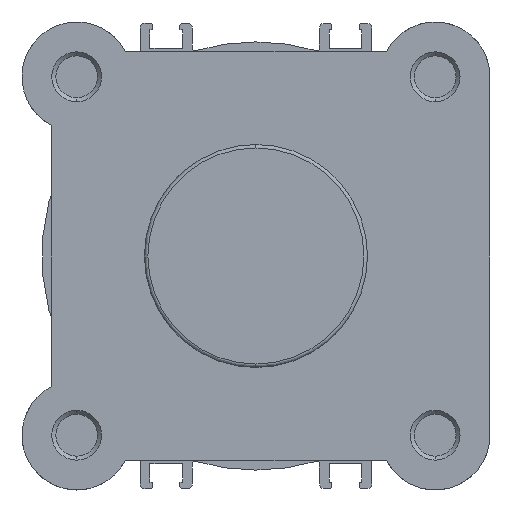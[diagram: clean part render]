
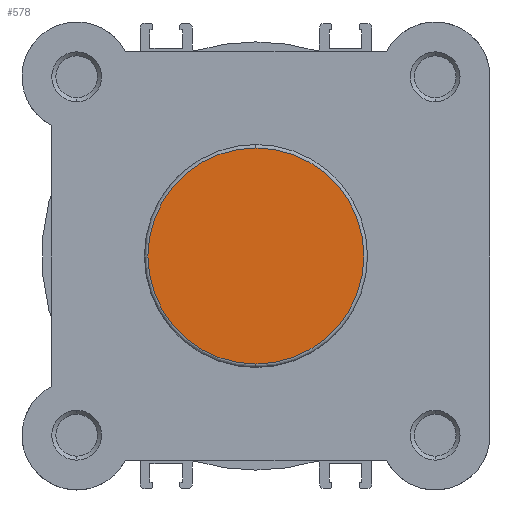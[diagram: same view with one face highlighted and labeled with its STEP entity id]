
A CAD part, left-side view. The second image highlights one B-rep face of the part: STEP entity #578.
In plain terms, the highlighted planar face has unit normal (-1, 0, 0).
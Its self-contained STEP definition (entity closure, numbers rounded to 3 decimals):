
#33 = EDGE_LOOP ( 'NONE', ( #7329, #7330 ) ) ;
#578 = ADVANCED_FACE ( 'NONE', ( #6011 ), #7070, .F. ) ;
#1134 = CIRCLE ( 'NONE', #4765, 21.7 ) ;
#1249 = CIRCLE ( 'NONE', #4794, 21.7 ) ;
#2401 = CARTESIAN_POINT ( 'NONE',  ( 0., 0., 0. ) ) ;
#2415 = DIRECTION ( 'NONE',  ( -1., 0., 0. ) ) ;
#2416 = DIRECTION ( 'NONE',  ( 0., 0., -1. ) ) ;
#2578 = CARTESIAN_POINT ( 'NONE',  ( 0., 0., 0. ) ) ;
#2589 = DIRECTION ( 'NONE',  ( -1., 0., 0. ) ) ;
#2590 = DIRECTION ( 'NONE',  ( 0., 0., -1. ) ) ;
#3042 = CARTESIAN_POINT ( 'NONE',  ( 0., 0., 21.7 ) ) ;
#3043 = CARTESIAN_POINT ( 'NONE',  ( 0., 0., -21.7 ) ) ;
#4240 = EDGE_CURVE ( 'NONE', #6381, #6380, #1134, .T. ) ;
#4312 = EDGE_CURVE ( 'NONE', #6380, #6381, #1249, .T. ) ;
#4574 = AXIS2_PLACEMENT_3D ( 'NONE', #7069, #7071, #7072 ) ;
#4765 = AXIS2_PLACEMENT_3D ( 'NONE', #2401, #2415, #2416 ) ;
#4794 = AXIS2_PLACEMENT_3D ( 'NONE', #2578, #2589, #2590 ) ;
#6011 = FACE_OUTER_BOUND ( 'NONE', #33, .T. ) ;
#6380 = VERTEX_POINT ( 'NONE', #3042 ) ;
#6381 = VERTEX_POINT ( 'NONE', #3043 ) ;
#7069 = CARTESIAN_POINT ( 'NONE',  ( 0., 22.4, 0. ) ) ;
#7070 = PLANE ( 'NONE',  #4574 ) ;
#7071 = DIRECTION ( 'NONE',  ( 1., 0., 0. ) ) ;
#7072 = DIRECTION ( 'NONE',  ( 0., 0., -1. ) ) ;
#7329 = ORIENTED_EDGE ( 'NONE', *, *, #4240, .T. ) ;
#7330 = ORIENTED_EDGE ( 'NONE', *, *, #4312, .T. ) ;
